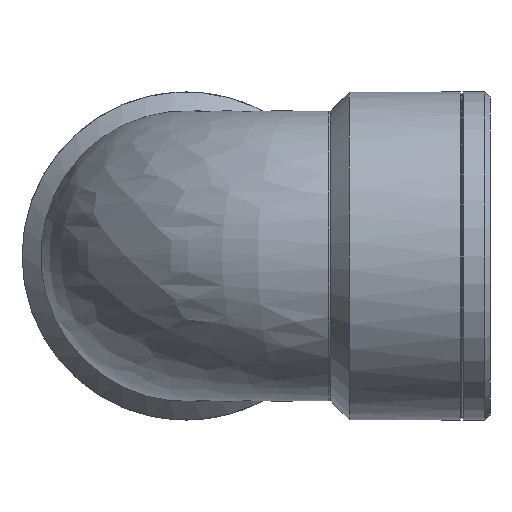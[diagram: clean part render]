
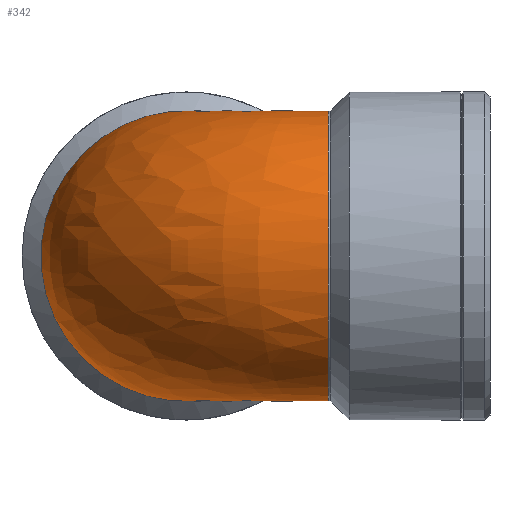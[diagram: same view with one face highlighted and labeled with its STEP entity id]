
A CAD part, front view. The second image highlights one B-rep face of the part: STEP entity #342.
In plain terms, the highlighted free-form (B-spline) face has degree [2, 2] with [9, 3] control points.
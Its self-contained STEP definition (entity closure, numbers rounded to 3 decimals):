
#18=(
BOUNDED_SURFACE()
B_SPLINE_SURFACE(2,2,((#755,#756,#757),(#758,#759,#760),(#761,#762,#763),
(#764,#765,#766),(#767,#768,#769),(#770,#771,#772),(#773,#774,#775),(#776,
#777,#778),(#779,#780,#781)),.UNSPECIFIED.,.F.,.F.,.F.)
B_SPLINE_SURFACE_WITH_KNOTS((3,2,2,2,3),(3,3),(-2.711,-1.356,
0.,1.356,2.711),(-3.142,-1.571),
 .UNSPECIFIED.)
GEOMETRIC_REPRESENTATION_ITEM()
RATIONAL_B_SPLINE_SURFACE(((1.,0.707,1.),(0.779,
0.551,0.779),(1.,0.707,1.),(0.779,
0.551,0.779),(1.,0.707,1.),(0.779,
0.551,0.779),(1.,0.707,1.),(0.779,
0.551,0.779),(1.,0.707,1.)))
REPRESENTATION_ITEM('')
SURFACE()
);
#51=CIRCLE('',#373,25.786);
#52=CIRCLE('',#374,25.786);
#90=FACE_OUTER_BOUND('',#118,.T.);
#118=EDGE_LOOP('',(#282,#283,#284,#285));
#164=B_SPLINE_CURVE_WITH_KNOTS('',3,(#601,#602,#603,#604,#605,#606,#607,
#608,#609,#610,#611,#612,#613,#614),.UNSPECIFIED.,.F.,.F.,(4,2,2,2,2,2,
4),(0.112,0.147,0.227,0.288,
0.349,0.427,0.43),.UNSPECIFIED.);
#172=B_SPLINE_CURVE_WITH_KNOTS('',3,(#733,#734,#735,#736,#737,#738,#739,
#740,#741,#742,#743,#744,#745,#746),.UNSPECIFIED.,.F.,.F.,(4,2,2,2,2,2,
4),(0.112,0.147,0.227,0.288,
0.349,0.427,0.43),.UNSPECIFIED.);
#174=VERTEX_POINT('',#544);
#180=VERTEX_POINT('',#593);
#184=VERTEX_POINT('',#690);
#188=VERTEX_POINT('',#725);
#214=EDGE_CURVE('',#174,#180,#164,.T.);
#224=EDGE_CURVE('',#184,#188,#172,.T.);
#228=EDGE_CURVE('',#184,#180,#51,.T.);
#229=EDGE_CURVE('',#174,#188,#52,.T.);
#282=ORIENTED_EDGE('',*,*,#214,.T.);
#283=ORIENTED_EDGE('',*,*,#228,.F.);
#284=ORIENTED_EDGE('',*,*,#224,.T.);
#285=ORIENTED_EDGE('',*,*,#229,.F.);
#342=ADVANCED_FACE('',(#90),#18,.F.);
#373=AXIS2_PLACEMENT_3D('',#754,#432,#433);
#374=AXIS2_PLACEMENT_3D('',#782,#434,#435);
#432=DIRECTION('center_axis',(1.,0.,0.));
#433=DIRECTION('ref_axis',(0.,0.,-1.));
#434=DIRECTION('center_axis',(0.,1.,0.));
#435=DIRECTION('ref_axis',(0.,0.,-1.));
#544=CARTESIAN_POINT('',(23.124,25.25,-11.411));
#593=CARTESIAN_POINT('',(25.25,23.124,-11.411));
#601=CARTESIAN_POINT('Ctrl Pts',(23.124,25.25,-11.411));
#602=CARTESIAN_POINT('Ctrl Pts',(23.164,25.172,-11.329));
#603=CARTESIAN_POINT('Ctrl Pts',(23.205,25.087,-11.253));
#604=CARTESIAN_POINT('Ctrl Pts',(23.349,24.802,-11.032));
#605=CARTESIAN_POINT('Ctrl Pts',(23.471,24.573,-10.902));
#606=CARTESIAN_POINT('Ctrl Pts',(23.772,24.163,-10.773));
#607=CARTESIAN_POINT('Ctrl Pts',(23.921,23.995,-10.753));
#608=CARTESIAN_POINT('Ctrl Pts',(24.257,23.695,-10.794));
#609=CARTESIAN_POINT('Ctrl Pts',(24.433,23.569,-10.851));
#610=CARTESIAN_POINT('Ctrl Pts',(24.839,23.323,-11.053));
#611=CARTESIAN_POINT('Ctrl Pts',(25.056,23.223,-11.213));
#612=CARTESIAN_POINT('Ctrl Pts',(25.236,23.131,-11.397));
#613=CARTESIAN_POINT('Ctrl Pts',(25.243,23.127,-11.404));
#614=CARTESIAN_POINT('Ctrl Pts',(25.25,23.124,-11.411));
#690=CARTESIAN_POINT('',(25.25,23.124,11.411));
#725=CARTESIAN_POINT('',(23.124,25.25,11.411));
#733=CARTESIAN_POINT('Ctrl Pts',(25.25,23.124,11.411));
#734=CARTESIAN_POINT('Ctrl Pts',(25.172,23.164,11.329));
#735=CARTESIAN_POINT('Ctrl Pts',(25.087,23.205,11.253));
#736=CARTESIAN_POINT('Ctrl Pts',(24.802,23.349,11.032));
#737=CARTESIAN_POINT('Ctrl Pts',(24.573,23.471,10.902));
#738=CARTESIAN_POINT('Ctrl Pts',(24.163,23.772,10.773));
#739=CARTESIAN_POINT('Ctrl Pts',(23.995,23.921,10.753));
#740=CARTESIAN_POINT('Ctrl Pts',(23.695,24.257,10.794));
#741=CARTESIAN_POINT('Ctrl Pts',(23.569,24.433,10.851));
#742=CARTESIAN_POINT('Ctrl Pts',(23.323,24.839,11.053));
#743=CARTESIAN_POINT('Ctrl Pts',(23.223,25.056,11.213));
#744=CARTESIAN_POINT('Ctrl Pts',(23.131,25.236,11.397));
#745=CARTESIAN_POINT('Ctrl Pts',(23.127,25.243,11.404));
#746=CARTESIAN_POINT('Ctrl Pts',(23.124,25.25,11.411));
#754=CARTESIAN_POINT('Origin',(25.25,0.,0.));
#755=CARTESIAN_POINT('Ctrl Pts',(23.437,25.25,-10.753));
#756=CARTESIAN_POINT('Ctrl Pts',(23.437,23.437,-10.753));
#757=CARTESIAN_POINT('Ctrl Pts',(25.25,23.437,-10.753));
#758=CARTESIAN_POINT('Ctrl Pts',(14.779,25.25,-29.623));
#759=CARTESIAN_POINT('Ctrl Pts',(14.779,14.779,-29.623));
#760=CARTESIAN_POINT('Ctrl Pts',(25.25,14.779,-29.623));
#761=CARTESIAN_POINT('Ctrl Pts',(-5.504,25.25,-25.192));
#762=CARTESIAN_POINT('Ctrl Pts',(-5.504,-5.504,-25.192));
#763=CARTESIAN_POINT('Ctrl Pts',(25.25,-5.504,-25.192));
#764=CARTESIAN_POINT('Ctrl Pts',(-25.786,25.25,-20.761));
#765=CARTESIAN_POINT('Ctrl Pts',(-25.786,-25.786,-20.761));
#766=CARTESIAN_POINT('Ctrl Pts',(25.25,-25.786,-20.761));
#767=CARTESIAN_POINT('Ctrl Pts',(-25.786,25.25,0.));
#768=CARTESIAN_POINT('Ctrl Pts',(-25.786,-25.786,0.));
#769=CARTESIAN_POINT('Ctrl Pts',(25.25,-25.786,0.));
#770=CARTESIAN_POINT('Ctrl Pts',(-25.786,25.25,20.761));
#771=CARTESIAN_POINT('Ctrl Pts',(-25.786,-25.786,20.761));
#772=CARTESIAN_POINT('Ctrl Pts',(25.25,-25.786,20.761));
#773=CARTESIAN_POINT('Ctrl Pts',(-5.504,25.25,25.192));
#774=CARTESIAN_POINT('Ctrl Pts',(-5.504,-5.504,25.192));
#775=CARTESIAN_POINT('Ctrl Pts',(25.25,-5.504,25.192));
#776=CARTESIAN_POINT('Ctrl Pts',(14.779,25.25,29.623));
#777=CARTESIAN_POINT('Ctrl Pts',(14.779,14.779,29.623));
#778=CARTESIAN_POINT('Ctrl Pts',(25.25,14.779,29.623));
#779=CARTESIAN_POINT('Ctrl Pts',(23.437,25.25,10.753));
#780=CARTESIAN_POINT('Ctrl Pts',(23.437,23.437,10.753));
#781=CARTESIAN_POINT('Ctrl Pts',(25.25,23.437,10.753));
#782=CARTESIAN_POINT('Origin',(0.,25.25,0.));
